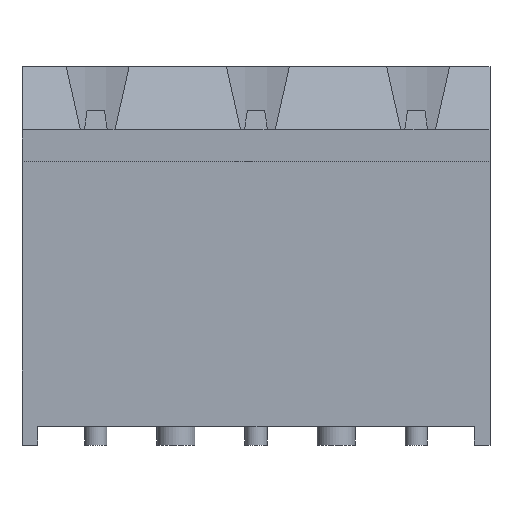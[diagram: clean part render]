
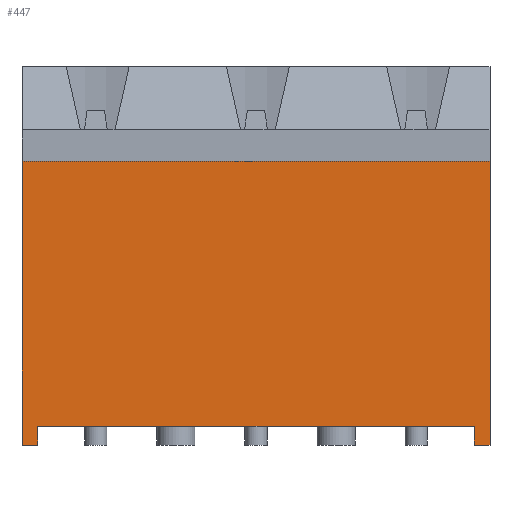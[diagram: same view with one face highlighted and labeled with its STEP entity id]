
A CAD part, front view. The second image highlights one B-rep face of the part: STEP entity #447.
In plain terms, the highlighted planar face has unit normal (0, -1, 0).
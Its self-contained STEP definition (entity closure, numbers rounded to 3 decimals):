
#447 = ADVANCED_FACE( '', ( #895 ), #896, .T. );
#895 = FACE_OUTER_BOUND( '', #1351, .T. );
#896 = PLANE( '', #1352 );
#1351 = EDGE_LOOP( '', ( #2458, #2459, #2460, #2461, #2462, #2463, #2464, #2465, #2466, #2467, #2468 ) );
#1352 = AXIS2_PLACEMENT_3D( '', #2469, #2470, #2471 );
#2458 = ORIENTED_EDGE( '', *, *, #2786, .F. );
#2459 = ORIENTED_EDGE( '', *, *, #3170, .F. );
#2460 = ORIENTED_EDGE( '', *, *, #2957, .F. );
#2461 = ORIENTED_EDGE( '', *, *, #3245, .T. );
#2462 = ORIENTED_EDGE( '', *, *, #2858, .T. );
#2463 = ORIENTED_EDGE( '', *, *, #3176, .T. );
#2464 = ORIENTED_EDGE( '', *, *, #3009, .F. );
#2465 = ORIENTED_EDGE( '', *, *, #3051, .T. );
#2466 = ORIENTED_EDGE( '', *, *, #2895, .F. );
#2467 = ORIENTED_EDGE( '', *, *, #3251, .F. );
#2468 = ORIENTED_EDGE( '', *, *, #3027, .F. );
#2469 = CARTESIAN_POINT( '', ( 0., 0.8, 0. ) );
#2470 = DIRECTION( '', ( 0., -1., 0. ) );
#2471 = DIRECTION( '', ( 0., 0., -1. ) );
#2786 = EDGE_CURVE( '', #3308, #3310, #3311, .T. );
#2858 = EDGE_CURVE( '', #3435, #3439, #3441, .T. );
#2895 = EDGE_CURVE( '', #3504, #3505, #3506, .T. );
#2957 = EDGE_CURVE( '', #3604, #3605, #3606, .T. );
#3009 = EDGE_CURVE( '', #3690, #3692, #3693, .T. );
#3027 = EDGE_CURVE( '', #3310, #3719, #3720, .T. );
#3051 = EDGE_CURVE( '', #3690, #3505, #3754, .T. );
#3170 = EDGE_CURVE( '', #3605, #3308, #3921, .T. );
#3176 = EDGE_CURVE( '', #3439, #3692, #3929, .T. );
#3245 = EDGE_CURVE( '', #3604, #3435, #4010, .T. );
#3251 = EDGE_CURVE( '', #3719, #3504, #4016, .T. );
#3308 = VERTEX_POINT( '', #4076 );
#3310 = VERTEX_POINT( '', #4079 );
#3311 = LINE( '', #4080, #4081 );
#3435 = VERTEX_POINT( '', #4258 );
#3439 = VERTEX_POINT( '', #4264 );
#3441 = LINE( '', #4267, #4268 );
#3504 = VERTEX_POINT( '', #4359 );
#3505 = VERTEX_POINT( '', #4360 );
#3506 = LINE( '', #4361, #4362 );
#3604 = VERTEX_POINT( '', #4505 );
#3605 = VERTEX_POINT( '', #4506 );
#3606 = LINE( '', #4507, #4508 );
#3690 = VERTEX_POINT( '', #4625 );
#3692 = VERTEX_POINT( '', #4628 );
#3693 = LINE( '', #4629, #4630 );
#3719 = VERTEX_POINT( '', #4667 );
#3720 = LINE( '', #4668, #4669 );
#3754 = LINE( '', #4717, #4718 );
#3921 = LINE( '', #4964, #4965 );
#3929 = LINE( '', #4976, #4977 );
#4010 = LINE( '', #5096, #5097 );
#4016 = LINE( '', #5106, #5107 );
#4076 = CARTESIAN_POINT( '', ( 15.94, 0.8, 0.6 ) );
#4079 = CARTESIAN_POINT( '', ( 14.1, 0.8, 0.6 ) );
#4080 = CARTESIAN_POINT( '', ( 16.84, 0.8, 0.6 ) );
#4081 = VECTOR( '', #5180, 1000. );
#4258 = CARTESIAN_POINT( '', ( 16.44, 0.8, 9. ) );
#4264 = CARTESIAN_POINT( '', ( 1.6, 0.8, 9. ) );
#4267 = CARTESIAN_POINT( '', ( 18.04, 0.8, 9. ) );
#4268 = VECTOR( '', #5249, 1000. );
#4359 = CARTESIAN_POINT( '', ( 3.94, 0.8, 0.6 ) );
#4360 = CARTESIAN_POINT( '', ( 2.1, 0.8, 0.6 ) );
#4361 = CARTESIAN_POINT( '', ( 16.84, 0.8, 0.6 ) );
#4362 = VECTOR( '', #5287, 1000. );
#4505 = CARTESIAN_POINT( '', ( 16.44, 0.8, 0. ) );
#4506 = CARTESIAN_POINT( '', ( 15.94, 0.8, 0. ) );
#4507 = CARTESIAN_POINT( '', ( 16.44, 0.8, 0. ) );
#4508 = VECTOR( '', #5336, 1000. );
#4625 = CARTESIAN_POINT( '', ( 2.1, 0.8, 0. ) );
#4628 = CARTESIAN_POINT( '', ( 1.6, 0.8, 0. ) );
#4629 = CARTESIAN_POINT( '', ( 2.1, 0.8, 0. ) );
#4630 = VECTOR( '', #5392, 1000. );
#4667 = CARTESIAN_POINT( '', ( 9.02, 0.8, 0.6 ) );
#4668 = CARTESIAN_POINT( '', ( 16.84, 0.8, 0.6 ) );
#4669 = VECTOR( '', #5407, 1000. );
#4717 = CARTESIAN_POINT( '', ( 2.1, 0.8, 0. ) );
#4718 = VECTOR( '', #5431, 1000. );
#4964 = CARTESIAN_POINT( '', ( 15.94, 0.8, 0. ) );
#4965 = VECTOR( '', #5538, 1000. );
#4976 = CARTESIAN_POINT( '', ( 1.6, 0.8, 0. ) );
#4977 = VECTOR( '', #5542, 1000. );
#5096 = CARTESIAN_POINT( '', ( 16.44, 0.8, 0. ) );
#5097 = VECTOR( '', #5599, 1000. );
#5106 = CARTESIAN_POINT( '', ( 16.84, 0.8, 0.6 ) );
#5107 = VECTOR( '', #5603, 1000. );
#5180 = DIRECTION( '', ( -1., 0., 0. ) );
#5249 = DIRECTION( '', ( -1., 0., 0. ) );
#5287 = DIRECTION( '', ( -1., 0., 0. ) );
#5336 = DIRECTION( '', ( -1., 0., 0. ) );
#5392 = DIRECTION( '', ( -1., 0., 0. ) );
#5407 = DIRECTION( '', ( -1., 0., 0. ) );
#5431 = DIRECTION( '', ( 0., 0., 1. ) );
#5538 = DIRECTION( '', ( 0., 0., 1. ) );
#5542 = DIRECTION( '', ( 0., 0., -1. ) );
#5599 = DIRECTION( '', ( 0., 0., 1. ) );
#5603 = DIRECTION( '', ( -1., 0., 0. ) );
